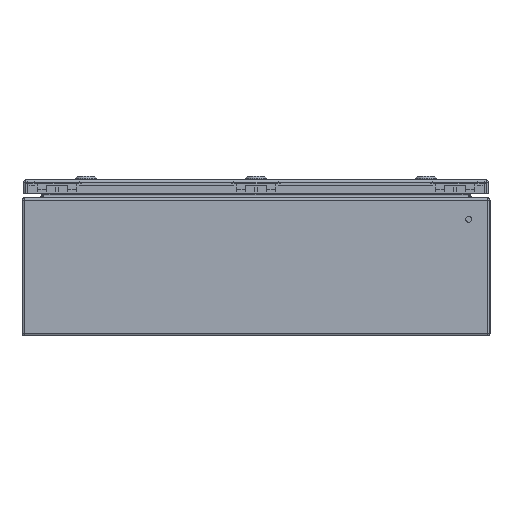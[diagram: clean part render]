
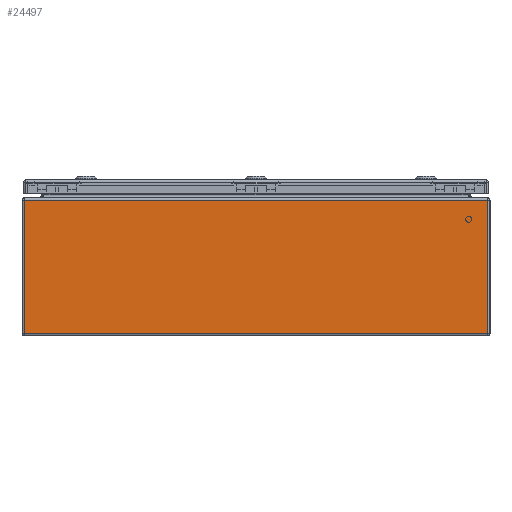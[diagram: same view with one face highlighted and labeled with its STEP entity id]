
A CAD part, left-side view. The second image highlights one B-rep face of the part: STEP entity #24497.
In plain terms, the highlighted planar face has unit normal (-1, 0, 0).
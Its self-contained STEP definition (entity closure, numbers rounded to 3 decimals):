
#24463=AXIS2_PLACEMENT_3D('Plane Axis2P3D',#24460,#24461,#24462) ;
#24437=CARTESIAN_POINT('Vertex',(0.,3.,3.)) ;
#24460=CARTESIAN_POINT('Axis2P3D Location',(0.,0.,177.)) ;
#24465=CARTESIAN_POINT('Line Origine',(0.,300.,174.)) ;
#24469=CARTESIAN_POINT('Vertex',(0.,3.,174.)) ;
#24471=CARTESIAN_POINT('Vertex',(0.,597.,174.)) ;
#24474=CARTESIAN_POINT('Line Origine',(0.,597.,88.5)) ;
#24478=CARTESIAN_POINT('Vertex',(0.,597.,3.)) ;
#24481=CARTESIAN_POINT('Line Origine',(0.,300.,3.)) ;
#24486=CARTESIAN_POINT('Line Origine',(0.,3.,88.5)) ;
#24461=DIRECTION('Axis2P3D Direction',(1.,-0.,0.)) ;
#24462=DIRECTION('Axis2P3D XDirection',(0.,0.,-1.)) ;
#24466=DIRECTION('Vector Direction',(0.,1.,0.)) ;
#24475=DIRECTION('Vector Direction',(0.,0.,-1.)) ;
#24482=DIRECTION('Vector Direction',(0.,-1.,0.)) ;
#24487=DIRECTION('Vector Direction',(0.,0.,1.)) ;
#24467=VECTOR('Line Direction',#24466,1.) ;
#24476=VECTOR('Line Direction',#24475,1.) ;
#24483=VECTOR('Line Direction',#24482,1.) ;
#24488=VECTOR('Line Direction',#24487,1.) ;
#24492=ORIENTED_EDGE('',*,*,#24473,.T.) ;
#24493=ORIENTED_EDGE('',*,*,#24480,.T.) ;
#24494=ORIENTED_EDGE('',*,*,#24485,.T.) ;
#24495=ORIENTED_EDGE('',*,*,#24490,.T.) ;
#24497=ADVANCED_FACE('Hauptk\X2\00F6\X0\rper',(#24496),#24464,.F.) ;
#24473=EDGE_CURVE('',#24470,#24472,#24468,.T.) ;
#24480=EDGE_CURVE('',#24472,#24479,#24477,.T.) ;
#24485=EDGE_CURVE('',#24479,#24438,#24484,.T.) ;
#24490=EDGE_CURVE('',#24438,#24470,#24489,.T.) ;
#24491=EDGE_LOOP('',(#24492,#24493,#24494,#24495)) ;
#24496=FACE_OUTER_BOUND('',#24491,.T.) ;
#24468=LINE('Line',#24465,#24467) ;
#24477=LINE('Line',#24474,#24476) ;
#24484=LINE('Line',#24481,#24483) ;
#24489=LINE('Line',#24486,#24488) ;
#24464=PLANE('',#24463) ;
#24438=VERTEX_POINT('',#24437) ;
#24470=VERTEX_POINT('',#24469) ;
#24472=VERTEX_POINT('',#24471) ;
#24479=VERTEX_POINT('',#24478) ;
